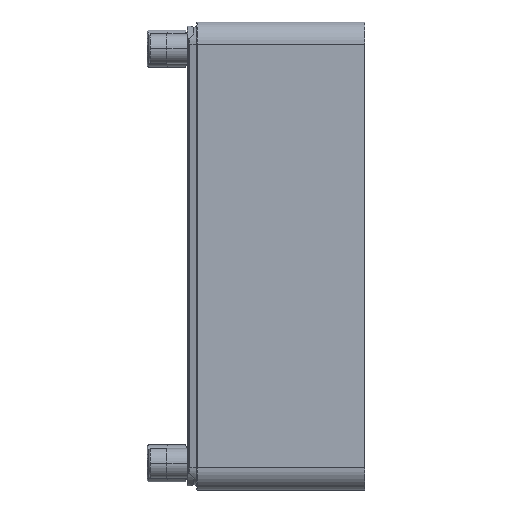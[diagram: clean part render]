
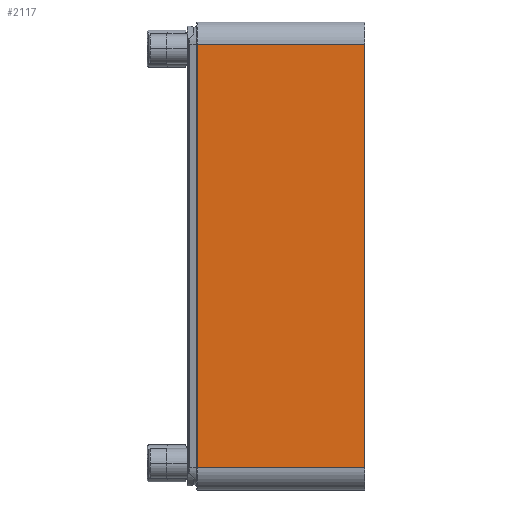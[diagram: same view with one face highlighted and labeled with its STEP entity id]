
A CAD part, left-side view. The second image highlights one B-rep face of the part: STEP entity #2117.
In plain terms, the highlighted planar face has unit normal (-1, 0, 0).
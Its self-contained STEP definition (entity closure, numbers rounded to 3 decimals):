
#438=DIRECTION('',(0.,0.,1.));
#439=VECTOR('',#438,475.8);
#440=CARTESIAN_POINT('',(-55.5,-197.6,-237.9));
#441=LINE('',#440,#439);
#565=DIRECTION('',(0.,0.,-1.));
#566=VECTOR('',#565,475.8);
#567=CARTESIAN_POINT('',(-55.5,-9.,237.9));
#568=LINE('',#567,#566);
#569=DIRECTION('',(0.,-1.,0.));
#570=VECTOR('',#569,188.6);
#571=CARTESIAN_POINT('',(-55.5,-9.,237.9));
#572=LINE('',#571,#570);
#573=DIRECTION('',(0.,-1.,0.));
#574=VECTOR('',#573,188.6);
#575=CARTESIAN_POINT('',(-55.5,-9.,-237.9));
#576=LINE('',#575,#574);
#1082=CARTESIAN_POINT('',(-55.5,-197.6,-237.9));
#1084=VERTEX_POINT('',#1082);
#1087=CARTESIAN_POINT('',(-55.5,-197.6,237.9));
#1089=VERTEX_POINT('',#1087);
#1266=CARTESIAN_POINT('',(-55.5,-9.,237.9));
#1267=VERTEX_POINT('',#1266);
#1270=CARTESIAN_POINT('',(-55.5,-9.,-237.9));
#1271=VERTEX_POINT('',#1270);
#2105=CARTESIAN_POINT('',(-55.5,0.,-263.));
#2106=DIRECTION('',(-1.,0.,0.));
#2107=DIRECTION('',(0.,0.,1.));
#2108=AXIS2_PLACEMENT_3D('',#2105,#2106,#2107);
#2109=PLANE('',#2108);
#2110=ORIENTED_EDGE('',*,*,#2095,.F.);
#2111=ORIENTED_EDGE('',*,*,#2071,.T.);
#2112=ORIENTED_EDGE('',*,*,#1918,.F.);
#2114=ORIENTED_EDGE('',*,*,#2113,.F.);
#2115=EDGE_LOOP('',(#2110,#2111,#2112,#2114));
#2116=FACE_OUTER_BOUND('',#2115,.F.);
#2117=ADVANCED_FACE('',(#2116),#2109,.T.);
#1918=EDGE_CURVE('',#1084,#1089,#441,.T.);
#2071=EDGE_CURVE('',#1267,#1089,#572,.T.);
#2095=EDGE_CURVE('',#1267,#1271,#568,.T.);
#2113=EDGE_CURVE('',#1271,#1084,#576,.T.);
